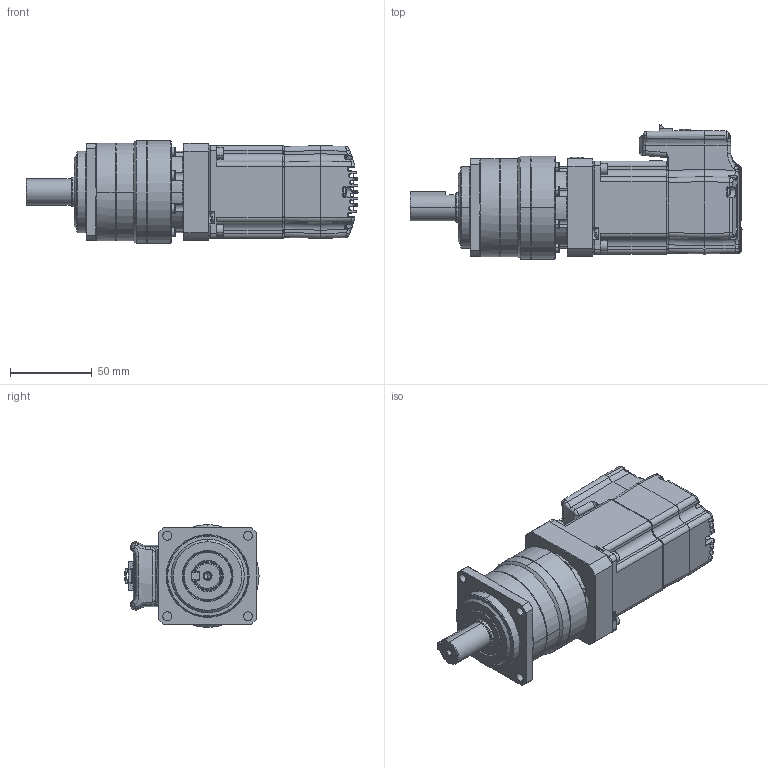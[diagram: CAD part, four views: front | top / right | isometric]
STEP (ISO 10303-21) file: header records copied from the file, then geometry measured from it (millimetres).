
FILE_DESCRIPTION (( 'STEP AP203' ), '1' );
FILE_NAME ('P1Y-MO-056-01-R00.STEP', '2016-04-25T09:13:26', ( '' ), ( '' ), 'SwSTEP 2.0', 'SolidWorks 2013', '' );
FILE_SCHEMA (( 'CONFIG_CONTROL_DESIGN' ));
Length unit declared in the file: millimetre
Products named in the file (22): 蝶嬪纂-2; 瞪錳薄樓醴喀攪-2; 匙飘况农 ID 钎矫 棺 惑怕 钎矫; 瞪錳薄樓醴喀攪-3; M11-MO-056-01-R01(EzM-56S-01); 烹脚加档 汲沥 胶困摹; 瞪錳薄樓醴喀攪-4; M15-EC-056-01-R00; round cross head screw_ks_KS 1023 RC - M3 x 20-N; 瞪錳薄樓醴喀攪-5; M15-EC-056-02-R00; ST56 1ST; RS-232C 鱔褐醴喀攪; M15-EC-042-05-R00; socket head cap screw_iso_ISO 4762 M4 x 10 --- 10N; ﾆﾞｽｺ ﾀﾔｷﾂ ｹ貎ﾄ ｼｳﾁ､ ｽｺﾀｧﾄ｡-1; M16-EC-042-01-R00; P1Y-MO-056-01-R00; ﾆﾞｽｺ ﾀﾔｷﾂ ｹ貎ﾄ ｼｳﾁ､ ｽｺﾀｧﾄ｡-2; ﾀﾔﾃ箙ﾂ ﾁ｢ｼﾓ ﾄｿｳﾘﾅﾍ; 蝶嬪纂-1; 瞪錳薄樓醴喀攪-1
Assembly tree (29 placements, depth 2):
  P1Y-MO-056-01-R00
    M11-MO-056-01-R01(EzM-56S-01)
    M15-EC-056-01-R00
    M15-EC-056-02-R00
    M15-EC-042-05-R00
    M16-EC-042-01-R00
    ﾀﾔﾃ箙ﾂ ﾁ｢ｼﾓ ﾄｿｳﾘﾅﾍ
    瞪錳薄樓醴喀攪-1
    瞪錳薄樓醴喀攪-2
    瞪錳薄樓醴喀攪-3
    瞪錳薄樓醴喀攪-4
    瞪錳薄樓醴喀攪-5
    RS-232C 鱔褐醴喀攪  x2
    ﾆﾞｽｺ ﾀﾔｷﾂ ｹ貎ﾄ ｼｳﾁ､ ｽｺﾀｧﾄ｡-1
    ﾆﾞｽｺ ﾀﾔｷﾂ ｹ貎ﾄ ｼｳﾁ､ ｽｺﾀｧﾄ｡-2
    蝶嬪纂-1
    蝶嬪纂-2
    匙飘况农 ID 钎矫 棺 惑怕 钎矫
    烹脚加档 汲沥 胶困摹
    round cross head screw_ks_KS 1023 RC - M3 x 20-N  x5
    ST56 1ST
    socket head cap screw_iso_ISO 4762 M4 x 10 --- 10N  x4
Bounding box: 203.5 x 82.2 x 63 mm (x, y, z)
Volume: 398621.4 mm3; surface area: 104970.1 mm2
Topology: 25 solids, 35 shells, 3546 faces, 9017 edges, 5575 vertices
Faces by surface type: plane 1609, cylinder 1045, bspline 428, cone 225, torus 152, sphere 87
Full cylindrical faces by diameter (mm): 0.7 x2
Entity records: 155079 total; most frequent: CARTESIAN_POINT 81752, ORIENTED_EDGE 16252, DIRECTION 11967, EDGE_CURVE 8149, VERTEX_POINT 5097, AXIS2_PLACEMENT_3D 4030, LINE 3907, VECTOR 3907
